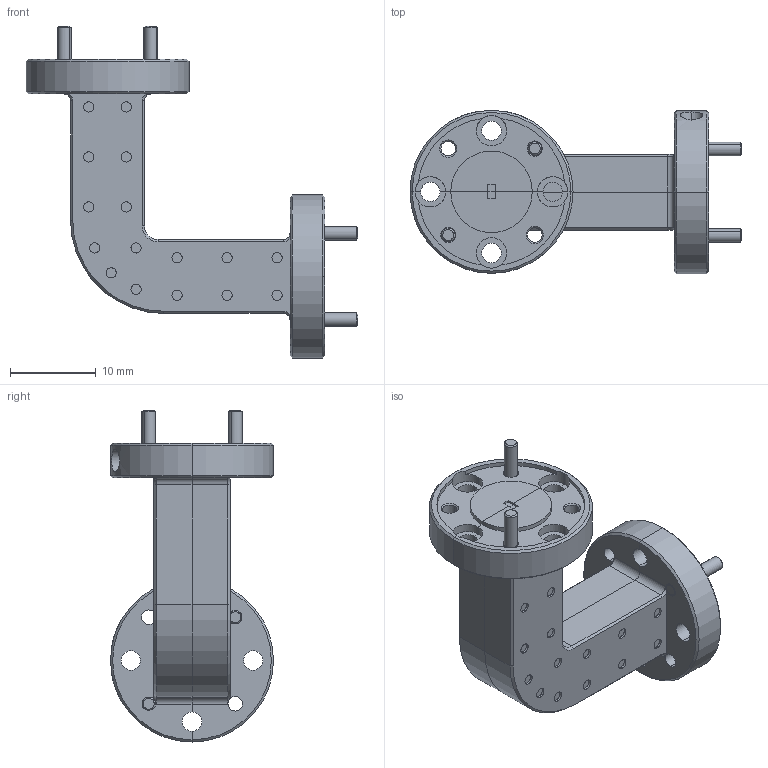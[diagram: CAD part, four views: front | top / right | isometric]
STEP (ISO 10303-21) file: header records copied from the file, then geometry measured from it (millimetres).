
FILE_DESCRIPTION (( 'STEP AP203' ), '1' );
FILE_NAME ('WB-ED-A-SB-L.STEP', '2022-12-01T21:08:00', ( '' ), ( '' ), 'SwSTEP 2.0', 'SolidWorks 2021', '' );
FILE_SCHEMA (( 'CONFIG_CONTROL_DESIGN' ));
Length unit declared in the file: inch
Products named in the file (1): WB-ED-A-SB-L
Bounding box: 38.8 x 19.05 x 38.8 mm (x, y, z)
Volume: 4957.2 mm3; surface area: 5064.2 mm2
Topology: 26 solids, 26 shells, 885 faces, 1855 edges, 1114 vertices
Faces by surface type: plane 336, cylinder 276, cone 273
Entity records: 24188 total; most frequent: CARTESIAN_POINT 4871, DIRECTION 4301, ORIENTED_EDGE 3710, EDGE_CURVE 1855, AXIS2_PLACEMENT_3D 1724, VERTEX_POINT 1114, EDGE_LOOP 1001, FACE_OUTER_BOUND 885
